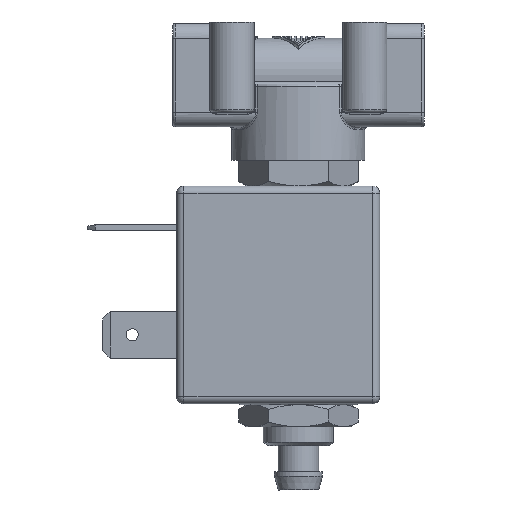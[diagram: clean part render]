
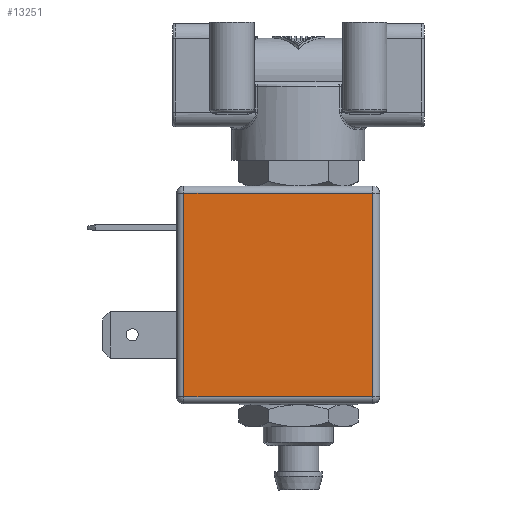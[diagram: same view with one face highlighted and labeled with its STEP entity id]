
A CAD part, front view. The second image highlights one B-rep face of the part: STEP entity #13251.
In plain terms, the highlighted planar face has unit normal (0, -1, 0).
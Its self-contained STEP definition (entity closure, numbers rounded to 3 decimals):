
#3394=DIRECTION('',(-1.,0.,0.));
#3395=VECTOR('',#3394,25.5);
#3396=CARTESIAN_POINT('',(10.,-11.,-11.));
#3397=LINE('',#3396,#3395);
#3508=DIRECTION('',(1.,0.,0.));
#3509=VECTOR('',#3508,25.5);
#3510=CARTESIAN_POINT('',(-15.5,-11.,-38.5));
#3511=LINE('',#3510,#3509);
#3531=DIRECTION('',(0.,0.,-1.));
#3532=VECTOR('',#3531,27.5);
#3533=CARTESIAN_POINT('',(-15.5,-11.,-11.));
#3534=LINE('',#3533,#3532);
#3539=DIRECTION('',(0.,0.,1.));
#3540=VECTOR('',#3539,27.5);
#3541=CARTESIAN_POINT('',(10.,-11.,-38.5));
#3542=LINE('',#3541,#3540);
#5598=CARTESIAN_POINT('',(10.,-11.,-38.5));
#5599=VERTEX_POINT('',#5598);
#5600=CARTESIAN_POINT('',(-15.5,-11.,-38.5));
#5601=VERTEX_POINT('',#5600);
#5602=CARTESIAN_POINT('',(-15.5,-11.,-11.));
#5603=VERTEX_POINT('',#5602);
#5606=CARTESIAN_POINT('',(10.,-11.,-11.));
#5607=VERTEX_POINT('',#5606);
#13239=CARTESIAN_POINT('',(-2.75,-11.,-24.75));
#13240=DIRECTION('',(0.,1.,0.));
#13241=DIRECTION('',(1.,0.,0.));
#13242=AXIS2_PLACEMENT_3D('',#13239,#13240,#13241);
#13243=PLANE('',#13242);
#13244=ORIENTED_EDGE('',*,*,#13223,.F.);
#13245=ORIENTED_EDGE('',*,*,#12931,.F.);
#13247=ORIENTED_EDGE('',*,*,#13246,.F.);
#13248=ORIENTED_EDGE('',*,*,#13184,.F.);
#13249=EDGE_LOOP('',(#13244,#13245,#13247,#13248));
#13250=FACE_OUTER_BOUND('',#13249,.F.);
#12931=EDGE_CURVE('',#5607,#5603,#3397,.T.);
#13184=EDGE_CURVE('',#5601,#5599,#3511,.T.);
#13223=EDGE_CURVE('',#5603,#5601,#3534,.T.);
#13246=EDGE_CURVE('',#5599,#5607,#3542,.T.);
#13251=ADVANCED_FACE('',(#13250),#13243,.F.);
